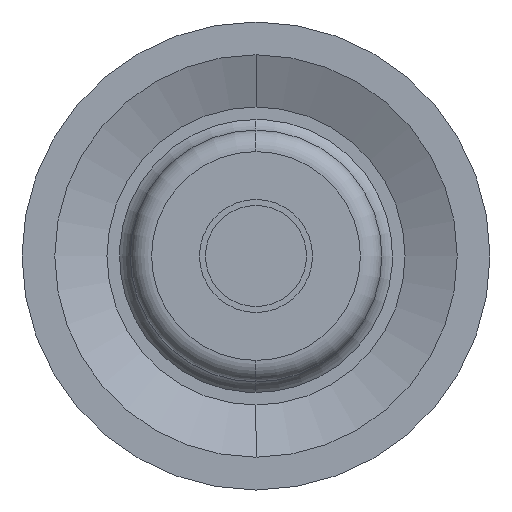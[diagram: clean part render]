
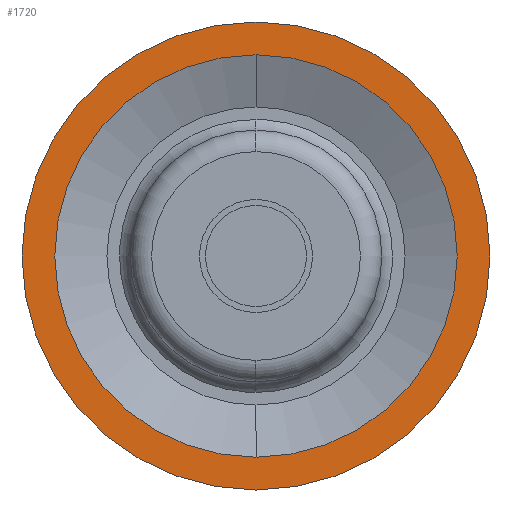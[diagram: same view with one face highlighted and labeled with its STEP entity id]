
A CAD part, left-side view. The second image highlights one B-rep face of the part: STEP entity #1720.
In plain terms, the highlighted planar face has unit normal (-1, 0, 0).
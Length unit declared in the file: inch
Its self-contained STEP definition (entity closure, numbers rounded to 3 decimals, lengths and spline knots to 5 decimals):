
#18 = CARTESIAN_POINT ( 'NONE',  ( -0.82937, -0.00257, 0. ) ) ;
#128 = DIRECTION ( 'NONE',  ( 1., 0., 0. ) ) ;
#134 = DIRECTION ( 'NONE',  ( 0., 0., 1. ) ) ;
#139 = DIRECTION ( 'NONE',  ( 1., 0., 0. ) ) ;
#161 = CARTESIAN_POINT ( 'NONE',  ( -0.82937, -0.00257, 0. ) ) ;
#169 = DIRECTION ( 'NONE',  ( 0., 0., 1. ) ) ;
#172 = DIRECTION ( 'NONE',  ( 1., 0., 0. ) ) ;
#183 = CARTESIAN_POINT ( 'NONE',  ( -0.82937, -0.00257, 0. ) ) ;
#196 = DIRECTION ( 'NONE',  ( 0., 0., 1. ) ) ;
#203 = EDGE_CURVE ( 'NONE', #1089, #1405, #919, .T. ) ;
#229 = EDGE_CURVE ( 'NONE', #1109, #888, #1351, .T. ) ;
#242 = EDGE_CURVE ( 'NONE', #1405, #1089, #1347, .T. ) ;
#278 = EDGE_CURVE ( 'NONE', #888, #1109, #1158, .T. ) ;
#377 = AXIS2_PLACEMENT_3D ( 'NONE', #1607, #1613, #1617 ) ;
#449 = CARTESIAN_POINT ( 'NONE',  ( -0.82937, -0.00257, 0.187 ) ) ;
#486 = CARTESIAN_POINT ( 'NONE',  ( -0.82937, -0.00257, -0.187 ) ) ;
#488 = CARTESIAN_POINT ( 'NONE',  ( -0.82937, -0.00257, -0.2175 ) ) ;
#579 = AXIS2_PLACEMENT_3D ( 'NONE', #1823, #1811, #1808 ) ;
#584 = AXIS2_PLACEMENT_3D ( 'NONE', #183, #139, #134 ) ;
#585 = AXIS2_PLACEMENT_3D ( 'NONE', #18, #128, #196 ) ;
#607 = AXIS2_PLACEMENT_3D ( 'NONE', #161, #172, #169 ) ;
#823 = FACE_BOUND ( 'NONE', #1349, .T. ) ;
#835 = FACE_OUTER_BOUND ( 'NONE', #981, .T. ) ;
#888 = VERTEX_POINT ( 'NONE', #1493 ) ;
#919 = CIRCLE ( 'NONE', #607, 0.187 ) ;
#972 = ORIENTED_EDGE ( 'NONE', *, *, #242, .T. ) ;
#981 = EDGE_LOOP ( 'NONE', ( #996, #1376 ) ) ;
#996 = ORIENTED_EDGE ( 'NONE', *, *, #278, .F. ) ;
#1059 = ORIENTED_EDGE ( 'NONE', *, *, #203, .T. ) ;
#1089 = VERTEX_POINT ( 'NONE', #486 ) ;
#1109 = VERTEX_POINT ( 'NONE', #488 ) ;
#1158 = CIRCLE ( 'NONE', #585, 0.2175 ) ;
#1347 = CIRCLE ( 'NONE', #579, 0.187 ) ;
#1349 = EDGE_LOOP ( 'NONE', ( #972, #1059 ) ) ;
#1351 = CIRCLE ( 'NONE', #584, 0.2175 ) ;
#1376 = ORIENTED_EDGE ( 'NONE', *, *, #229, .F. ) ;
#1405 = VERTEX_POINT ( 'NONE', #449 ) ;
#1493 = CARTESIAN_POINT ( 'NONE',  ( -0.82937, -0.00257, 0.2175 ) ) ;
#1607 = CARTESIAN_POINT ( 'NONE',  ( -0.82937, -0.18957, 0. ) ) ;
#1609 = PLANE ( 'NONE',  #377 ) ;
#1613 = DIRECTION ( 'NONE',  ( 1., 0., 0. ) ) ;
#1617 = DIRECTION ( 'NONE',  ( 0., 0., 1. ) ) ;
#1720 = ADVANCED_FACE ( 'NONE', ( #835, #823 ), #1609, .F. ) ;
#1808 = DIRECTION ( 'NONE',  ( 0., 0., 1. ) ) ;
#1811 = DIRECTION ( 'NONE',  ( 1., 0., 0. ) ) ;
#1823 = CARTESIAN_POINT ( 'NONE',  ( -0.82937, -0.00257, 0. ) ) ;
